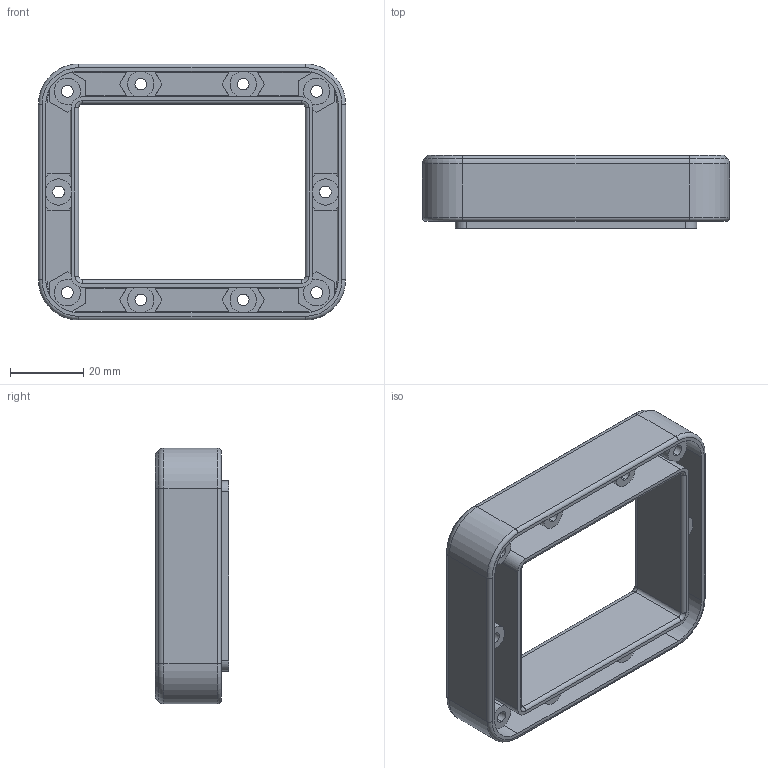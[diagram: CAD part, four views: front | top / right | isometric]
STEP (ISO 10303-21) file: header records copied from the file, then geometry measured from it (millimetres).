
FILE_DESCRIPTION (( 'STEP AP203' ), '1' );
Length unit declared in the file: millimetre
Products named in the file (1): Plastic vat
Bounding box: 84 x 20 x 70 mm (x, y, z)
Volume: 26149.9 mm3; surface area: 26293.7 mm2
Topology: 1 solids, 1 shells, 311 faces, 838 edges, 540 vertices
Faces by surface type: plane 201, cylinder 78, torus 16, cone 16
Entity records: 9797 total; most frequent: CARTESIAN_POINT 1714, ORIENTED_EDGE 1676, DIRECTION 1658, EDGE_CURVE 838, VECTOR 626, LINE 626, VERTEX_POINT 540, AXIS2_PLACEMENT_3D 516
